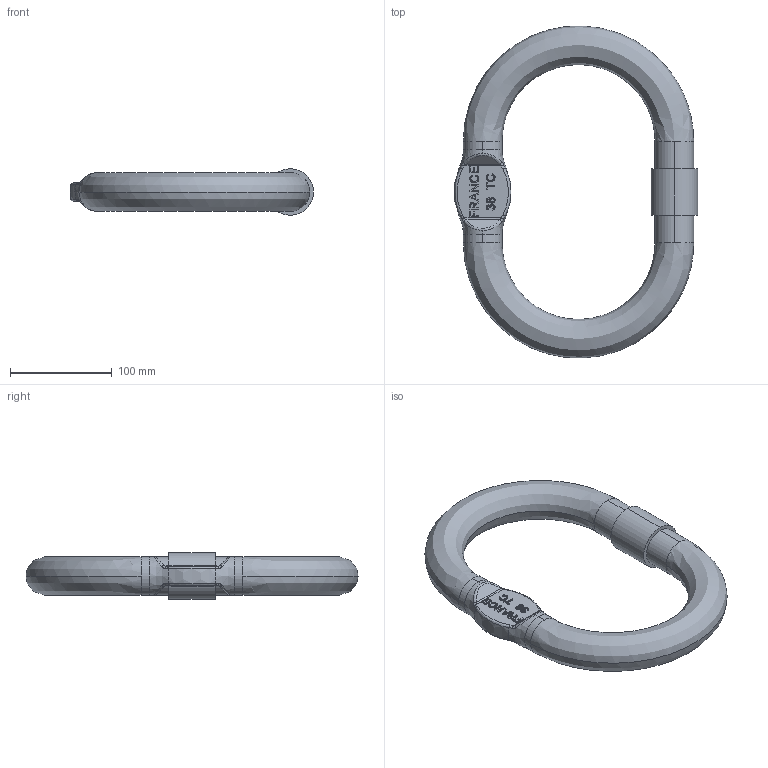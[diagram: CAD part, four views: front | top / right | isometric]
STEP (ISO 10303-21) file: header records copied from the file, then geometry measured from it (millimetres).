
FILE_DESCRIPTION(('STEP AP214'),'1');
FILE_NAME('ms38j.stp','2018-02-28T09:11:04',('TraceParts'),('TraceParts S.A.'),'Spatial InterOp 3D',' ',' ');
FILE_SCHEMA(('automotive_design'));
Length unit declared in the file: millimetre
Products named in the file (1): ms38j
Bounding box: 238.5 x 325.77 x 45.6 mm (x, y, z)
Volume: 908039.4 mm3; surface area: 98704.8 mm2
Topology: 1 solids, 1 shells, 331 faces, 869 edges, 570 vertices
Faces by surface type: plane 173, bspline 138, cylinder 20
Entity records: 20496 total; most frequent: CARTESIAN_POINT 10583, ORIENTED_EDGE 1738, DIRECTION 1053, EDGE_CURVE 869, VERTEX_POINT 570, LINE 529, VECTOR 529, EDGE_LOOP 363
